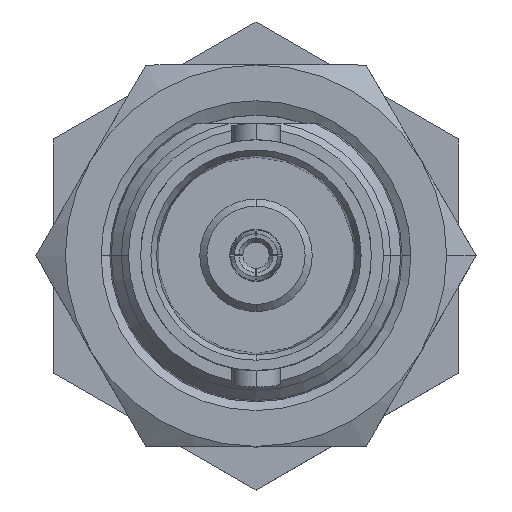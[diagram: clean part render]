
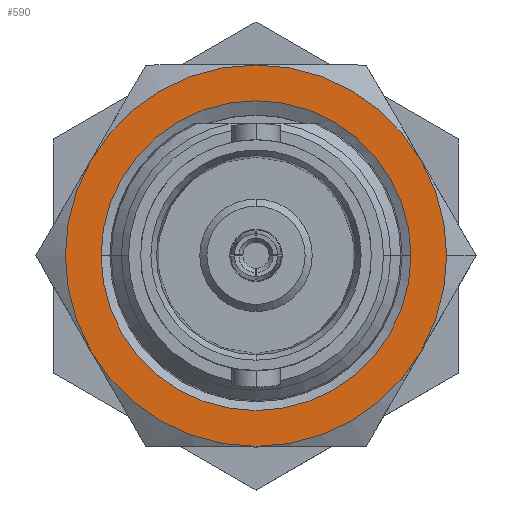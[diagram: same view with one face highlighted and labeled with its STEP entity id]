
A CAD part, top view. The second image highlights one B-rep face of the part: STEP entity #590.
In plain terms, the highlighted planar face has unit normal (0, 0, 1).
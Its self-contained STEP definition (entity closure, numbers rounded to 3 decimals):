
#248 = AXIS2_PLACEMENT_3D ( 'NONE', #2852, #2853, #2854 ) ;
#262 = AXIS2_PLACEMENT_3D ( 'NONE', #2871, #2872, #2873 ) ;
#268 = AXIS2_PLACEMENT_3D ( 'NONE', #2890, #2891, #2892 ) ;
#270 = AXIS2_PLACEMENT_3D ( 'NONE', #2916, #2917, #2918 ) ;
#322 = AXIS2_PLACEMENT_3D ( 'NONE', #4234, #4235, #4237 ) ;
#377 = AXIS2_PLACEMENT_3D ( 'NONE', #10256, #10257, #10258 ) ;
#518 = EDGE_CURVE ( 'NONE', #8087, #8108, #5014, .T. ) ;
#590 = ADVANCED_FACE ( 'NONE', ( #3211, #3231 ), #6302, .F. ) ;
#660 = DIRECTION ( 'NONE',  ( -1., 0., 0. ) ) ;
#661 = DIRECTION ( 'NONE',  ( 0., 0., 1. ) ) ;
#668 = CARTESIAN_POINT ( 'NONE',  ( 0., 0., -12.8 ) ) ;
#1417 = CARTESIAN_POINT ( 'NONE',  ( -6.928, 4., -12.8 ) ) ;
#1425 = CARTESIAN_POINT ( 'NONE',  ( 0., -8., -12.8 ) ) ;
#1427 = CARTESIAN_POINT ( 'NONE',  ( 6.928, -4., -12.8 ) ) ;
#1444 = CARTESIAN_POINT ( 'NONE',  ( 0., 8., -12.8 ) ) ;
#1819 = CARTESIAN_POINT ( 'NONE',  ( -6.928, -4., -12.8 ) ) ;
#2852 = CARTESIAN_POINT ( 'NONE',  ( 0., 0., -12.8 ) ) ;
#2853 = DIRECTION ( 'NONE',  ( 0., 0., 1. ) ) ;
#2854 = DIRECTION ( 'NONE',  ( -1., 0., 0. ) ) ;
#2871 = CARTESIAN_POINT ( 'NONE',  ( 0., 0., -12.8 ) ) ;
#2872 = DIRECTION ( 'NONE',  ( 0., 0., 1. ) ) ;
#2873 = DIRECTION ( 'NONE',  ( -1., 0., 0. ) ) ;
#2890 = CARTESIAN_POINT ( 'NONE',  ( 0., 0., -12.8 ) ) ;
#2891 = DIRECTION ( 'NONE',  ( 0., 0., 1. ) ) ;
#2892 = DIRECTION ( 'NONE',  ( -1., 0., 0. ) ) ;
#2905 = CARTESIAN_POINT ( 'NONE',  ( 0., 0., -12.8 ) ) ;
#2906 = DIRECTION ( 'NONE',  ( 0., 0., 1. ) ) ;
#2907 = DIRECTION ( 'NONE',  ( -1., 0., 0. ) ) ;
#2916 = CARTESIAN_POINT ( 'NONE',  ( 0., 0., -12.8 ) ) ;
#2917 = DIRECTION ( 'NONE',  ( 0., 0., 1. ) ) ;
#2918 = DIRECTION ( 'NONE',  ( -1., 0., 0. ) ) ;
#3211 = FACE_BOUND ( 'NONE', #10909, .T. ) ;
#3228 = AXIS2_PLACEMENT_3D ( 'NONE', #6301, #6300, #6299 ) ;
#3231 = FACE_OUTER_BOUND ( 'NONE', #10912, .T. ) ;
#3880 = VERTEX_POINT ( 'NONE', #1819 ) ;
#4234 = CARTESIAN_POINT ( 'NONE',  ( 0., 0., -12.8 ) ) ;
#4235 = DIRECTION ( 'NONE',  ( 0., 0., 1. ) ) ;
#4237 = DIRECTION ( 'NONE',  ( -1., 0., 0. ) ) ;
#4467 = VERTEX_POINT ( 'NONE', #1417 ) ;
#4493 = VERTEX_POINT ( 'NONE', #1425 ) ;
#4499 = VERTEX_POINT ( 'NONE', #1427 ) ;
#4533 = VERTEX_POINT ( 'NONE', #1444 ) ;
#5014 = CIRCLE ( 'NONE', #5517, 6.5 ) ;
#5430 = AXIS2_PLACEMENT_3D ( 'NONE', #8566, #8567, #8568 ) ;
#5517 = AXIS2_PLACEMENT_3D ( 'NONE', #668, #661, #660 ) ;
#6299 = DIRECTION ( 'NONE',  ( 1., 0., 0. ) ) ;
#6300 = DIRECTION ( 'NONE',  ( 0., 0., -1. ) ) ;
#6301 = CARTESIAN_POINT ( 'NONE',  ( 8., 0., -12.8 ) ) ;
#6302 = PLANE ( 'NONE',  #3228 ) ;
#7732 = EDGE_CURVE ( 'NONE', #8108, #8087, #11263, .T. ) ;
#8077 = VERTEX_POINT ( 'NONE', #10649 ) ;
#8087 = VERTEX_POINT ( 'NONE', #10659 ) ;
#8108 = VERTEX_POINT ( 'NONE', #10680 ) ;
#8112 = VERTEX_POINT ( 'NONE', #10684 ) ;
#8566 = CARTESIAN_POINT ( 'NONE',  ( 0., 0., -12.8 ) ) ;
#8567 = DIRECTION ( 'NONE',  ( 0., 0., 1. ) ) ;
#8568 = DIRECTION ( 'NONE',  ( -1., 0., 0. ) ) ;
#8785 = AXIS2_PLACEMENT_3D ( 'NONE', #2905, #2906, #2907 ) ;
#9076 = EDGE_CURVE ( 'NONE', #8077, #4533, #11382, .T. ) ;
#9079 = EDGE_CURVE ( 'NONE', #4493, #4499, #11385, .T. ) ;
#9082 = EDGE_CURVE ( 'NONE', #4467, #3880, #11388, .T. ) ;
#9084 = EDGE_CURVE ( 'NONE', #4499, #8112, #11390, .T. ) ;
#9087 = EDGE_CURVE ( 'NONE', #3880, #4493, #11391, .T. ) ;
#9171 = EDGE_CURVE ( 'NONE', #4533, #4467, #11432, .T. ) ;
#9224 = EDGE_CURVE ( 'NONE', #8112, #8077, #11460, .T. ) ;
#9838 = ORIENTED_EDGE ( 'NONE', *, *, #9082, .T. ) ;
#9839 = ORIENTED_EDGE ( 'NONE', *, *, #9171, .T. ) ;
#9840 = ORIENTED_EDGE ( 'NONE', *, *, #9084, .T. ) ;
#9841 = ORIENTED_EDGE ( 'NONE', *, *, #9076, .T. ) ;
#9842 = ORIENTED_EDGE ( 'NONE', *, *, #9079, .T. ) ;
#9843 = ORIENTED_EDGE ( 'NONE', *, *, #9087, .T. ) ;
#9844 = ORIENTED_EDGE ( 'NONE', *, *, #518, .F. ) ;
#9845 = ORIENTED_EDGE ( 'NONE', *, *, #9224, .T. ) ;
#9847 = ORIENTED_EDGE ( 'NONE', *, *, #7732, .F. ) ;
#10256 = CARTESIAN_POINT ( 'NONE',  ( 0., 0., -12.8 ) ) ;
#10257 = DIRECTION ( 'NONE',  ( 0., 0., 1. ) ) ;
#10258 = DIRECTION ( 'NONE',  ( -1., 0., 0. ) ) ;
#10649 = CARTESIAN_POINT ( 'NONE',  ( 6.928, 4., -12.8 ) ) ;
#10659 = CARTESIAN_POINT ( 'NONE',  ( 6.5, 0., -12.8 ) ) ;
#10680 = CARTESIAN_POINT ( 'NONE',  ( -6.5, 0., -12.8 ) ) ;
#10684 = CARTESIAN_POINT ( 'NONE',  ( 8., 0., -12.8 ) ) ;
#10909 = EDGE_LOOP ( 'NONE', ( #9847, #9844 ) ) ;
#10912 = EDGE_LOOP ( 'NONE', ( #9843, #9842, #9840, #9845, #9841, #9839, #9838 ) ) ;
#11263 = CIRCLE ( 'NONE', #5430, 6.5 ) ;
#11382 = CIRCLE ( 'NONE', #248, 8. ) ;
#11385 = CIRCLE ( 'NONE', #262, 8. ) ;
#11388 = CIRCLE ( 'NONE', #268, 8. ) ;
#11390 = CIRCLE ( 'NONE', #8785, 8. ) ;
#11391 = CIRCLE ( 'NONE', #270, 8. ) ;
#11432 = CIRCLE ( 'NONE', #377, 8. ) ;
#11460 = CIRCLE ( 'NONE', #322, 8. ) ;
